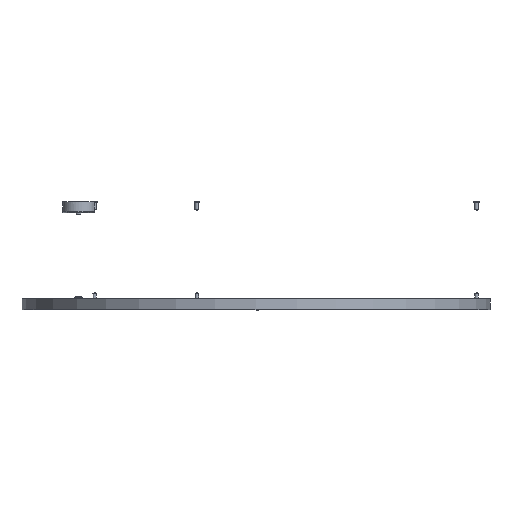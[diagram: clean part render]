
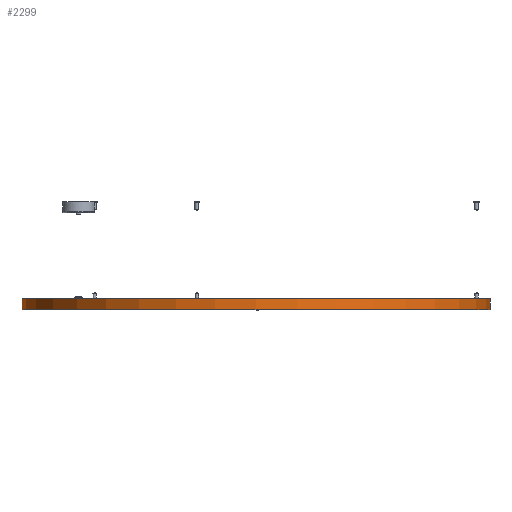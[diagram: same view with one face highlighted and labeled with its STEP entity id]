
A CAD part, front view. The second image highlights one B-rep face of the part: STEP entity #2299.
In plain terms, the highlighted cylindrical face has radius 725 mm (diameter 1450 mm), a partial arc.
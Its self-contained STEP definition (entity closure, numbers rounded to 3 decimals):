
#72=CYLINDRICAL_SURFACE('',#2622,725.);
#302=FACE_OUTER_BOUND('',#495,.T.);
#495=EDGE_LOOP('',(#1875,#1876,#1877,#1878));
#612=LINE('',#3752,#732);
#613=LINE('',#3756,#733);
#732=VECTOR('',#2943,725.);
#733=VECTOR('',#2946,10.);
#950=CIRCLE('',#2621,725.);
#951=CIRCLE('',#2623,725.);
#1057=VERTEX_POINT('',#3750);
#1058=VERTEX_POINT('',#3751);
#1059=VERTEX_POINT('',#3753);
#1060=VERTEX_POINT('',#3755);
#1273=EDGE_CURVE('',#1057,#1058,#612,.T.);
#1275=EDGE_CURVE('',#1060,#1059,#613,.T.);
#1395=EDGE_CURVE('',#1057,#1059,#950,.T.);
#1396=EDGE_CURVE('',#1058,#1060,#951,.T.);
#1875=ORIENTED_EDGE('',*,*,#1273,.T.);
#1876=ORIENTED_EDGE('',*,*,#1396,.T.);
#1877=ORIENTED_EDGE('',*,*,#1275,.T.);
#1878=ORIENTED_EDGE('',*,*,#1395,.F.);
#2299=ADVANCED_FACE('',(#302),#72,.T.);
#2621=AXIS2_PLACEMENT_3D('',#4005,#3265,#3266);
#2622=AXIS2_PLACEMENT_3D('',#4006,#3267,#3268);
#2623=AXIS2_PLACEMENT_3D('',#4007,#3269,#3270);
#2943=DIRECTION('',(0.,0.,1.));
#2946=DIRECTION('',(0.,0.,-1.));
#3265=DIRECTION('center_axis',(0.,0.,-1.));
#3266=DIRECTION('ref_axis',(1.,0.,0.));
#3267=DIRECTION('center_axis',(0.,0.,-1.));
#3268=DIRECTION('ref_axis',(-1.,0.,0.));
#3269=DIRECTION('center_axis',(0.,0.,-1.));
#3270=DIRECTION('ref_axis',(1.,0.,0.));
#3750=CARTESIAN_POINT('',(725.,0.,0.5));
#3751=CARTESIAN_POINT('',(725.,0.,34.5));
#3752=CARTESIAN_POINT('',(725.,0.,17.5));
#3753=CARTESIAN_POINT('',(0.,725.,0.5));
#3755=CARTESIAN_POINT('',(0.,725.,34.5));
#3756=CARTESIAN_POINT('',(0.,725.,17.5));
#4005=CARTESIAN_POINT('Origin',(0.,0.,0.5));
#4006=CARTESIAN_POINT('Origin',(0.,0.,17.5));
#4007=CARTESIAN_POINT('Origin',(0.,0.,34.5));
